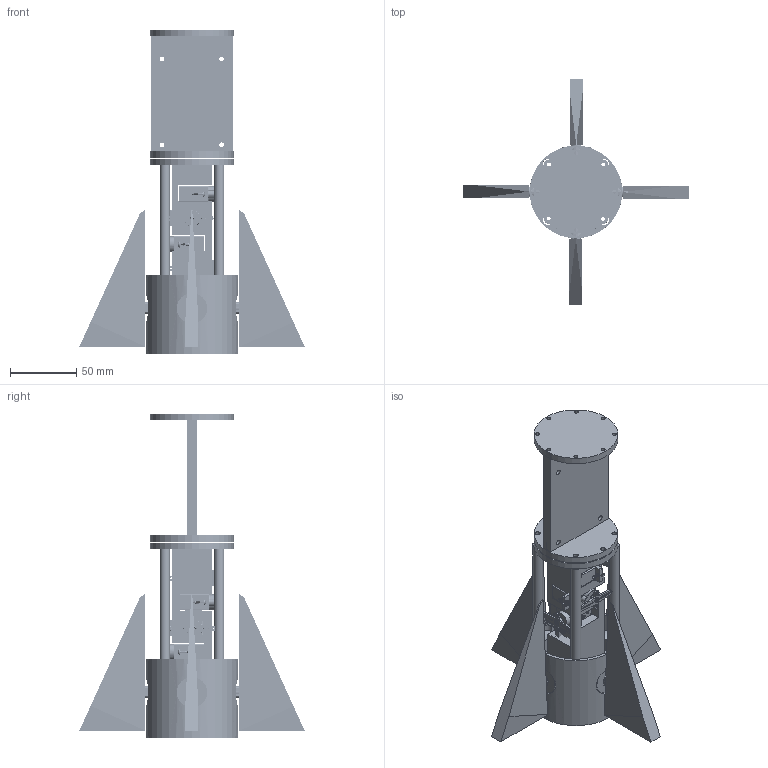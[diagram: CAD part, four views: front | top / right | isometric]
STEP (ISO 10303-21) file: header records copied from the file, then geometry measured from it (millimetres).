
FILE_DESCRIPTION(/* description */ (''),/* implementation_level */ '2;1');
FILE_NAME(/* name */ 'combinbed v14.step',/* time_stamp */ '2025-05-01T10:20:11+05:30',/* author */ (''),/* organization */ (''),/* preprocessor_version */ 'ST-DEVELOPER v20.1',/* originating_system */ 'Autodesk Translation Framework v14.4.0.0',/* authorisation */ '');
FILE_SCHEMA (('AUTOMOTIVE_DESIGN { 1 0 10303 214 3 1 1 }'));
Products named in the file (18): combinbed; holder; ballbearing; fin; pulley; SG90 - Micro Servo 9g - Tower Pro; SG90 - Micro Servo 9g - Tower Pro_1; SG90 - Micro Servo 9g - Tower Pro_2; SG90 - Micro Servo 9g - Tower Pro.1_Pea; SG90 - Micro Servo 9g - Tower Pro.2_Pea; SG90 - Micro Servo 9g - Tower Pro.3_Pea; SG90 - Micro Servo 9g - Tower Pro.4_Pea; SG90 - Micro Servo 9g - Tower Pro.6_BS EN ISO 7045 - M2 x 4 - Z - 4S; SG90 - Micro Servo 9g - Tower Pro.5_BS EN ISO 7045 - M2 x 8 - Z - 8S; pole2; Untitled; midplate v6; midplate
Assembly tree (46 placements, depth 3):
  combinbed
    ballbearing  x4
    holder
    fin  x4
    pulley  x4
    SG90 - Micro Servo 9g - Tower Pro
      SG90 - Micro Servo 9g - Tower Pro.1_Pea
      SG90 - Micro Servo 9g - Tower Pro.2_Pea
      SG90 - Micro Servo 9g - Tower Pro.3_Pea
      SG90 - Micro Servo 9g - Tower Pro.4_Pea
      SG90 - Micro Servo 9g - Tower Pro.5_BS EN ISO 7045 - M2 x 8 - Z - 8S  x2
      SG90 - Micro Servo 9g - Tower Pro.6_BS EN ISO 7045 - M2 x 4 - Z - 4S
    SG90 - Micro Servo 9g - Tower Pro_2  x2
      SG90 - Micro Servo 9g - Tower Pro.1_Pea
      SG90 - Micro Servo 9g - Tower Pro.2_Pea
      SG90 - Micro Servo 9g - Tower Pro.3_Pea
      SG90 - Micro Servo 9g - Tower Pro.4_Pea
      SG90 - Micro Servo 9g - Tower Pro.5_BS EN ISO 7045 - M2 x 8 - Z - 8S
      SG90 - Micro Servo 9g - Tower Pro.6_BS EN ISO 7045 - M2 x 4 - Z - 4S
    SG90 - Micro Servo 9g - Tower Pro_1
      SG90 - Micro Servo 9g - Tower Pro.1_Pea
      SG90 - Micro Servo 9g - Tower Pro.2_Pea
      SG90 - Micro Servo 9g - Tower Pro.3_Pea
      SG90 - Micro Servo 9g - Tower Pro.4_Pea
      SG90 - Micro Servo 9g - Tower Pro.5_BS EN ISO 7045 - M2 x 8 - Z - 8S  x2
      SG90 - Micro Servo 9g - Tower Pro.6_BS EN ISO 7045 - M2 x 4 - Z - 4S
    midplate  x2
    pole2  x4
    Untitled
      midplate v6
Bounding box: 170.63 x 170.63 x 245.32 mm (x, y, z)
Volume: 365718.3 mm3; surface area: 163573.3 mm2
Topology: 26 solids, 62 shells, 4458 faces, 14384 edges, 10472 vertices
Faces by surface type: plane 2647, cylinder 1159, cone 412, torus 128, bspline 92, sphere 20
Full cylindrical faces by diameter (mm): 0.2 x4, 0.5 x4, 1.2 x44, 1.6 x36, 1.8 x16, 2 x144, 2.1 x4, 2.5 x8, 3 x16, 3.1 x4, 3.2 x4, 3.5 x2, 3.6 x8, 3.667 x8, 3.7 x4, 4.6 x4, 4.8 x8, 5 x4, 6.9 x4, 7.5 x8, 8 x4, 22 x4, 63.5 x4, 70 x1
Entity records: 51859 total; most frequent: CARTESIAN_POINT 16445, ORIENTED_EDGE 7744, DIRECTION 6766, EDGE_CURVE 3872, VERTEX_POINT 2801, AXIS2_PLACEMENT_3D 2299, LINE 2168, VECTOR 2168
